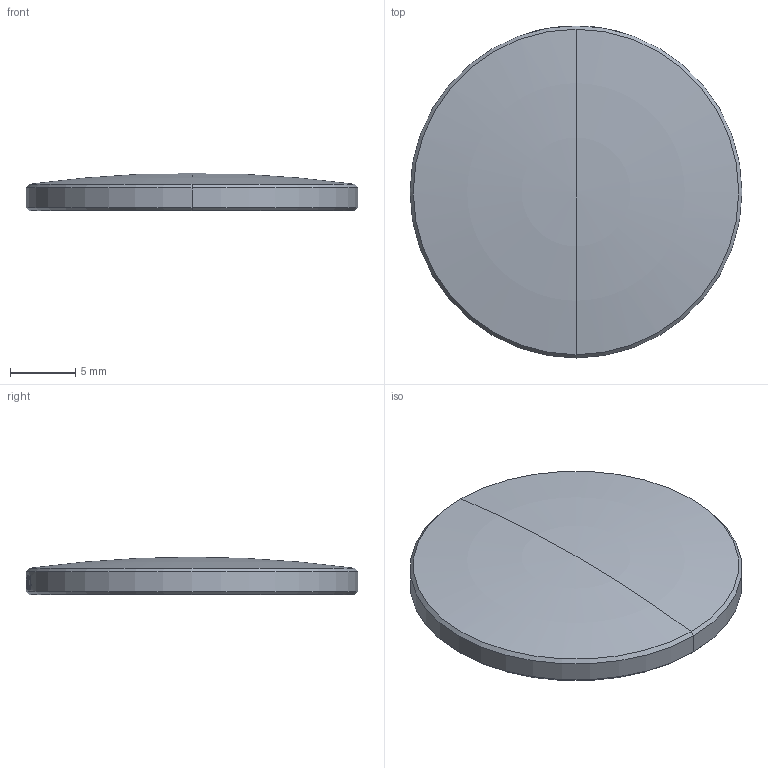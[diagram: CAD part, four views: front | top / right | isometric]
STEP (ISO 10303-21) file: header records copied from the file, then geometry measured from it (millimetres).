
FILE_DESCRIPTION (( 'STEP AP214' ), '1' );
FILE_NAME ('CTN015000-999.STEP', '2020-02-26T06:48:17', ( '' ), ( '' ), 'SwSTEP 2.0', 'SolidWorks 2018', '' );
FILE_SCHEMA (( 'AUTOMOTIVE_DESIGN' ));
Length unit declared in the file: millimetre
Products named in the file (2): CTN015019; CTN015000-999
Assembly tree (1 placements, depth 2):
  CTN015000-999
    CTN015019
Bounding box: 25.4 x 25.4 x 2.88 mm (x, y, z)
Volume: 1231.9 mm3; surface area: 1153.8 mm2
Topology: 1 solids, 1 shells, 25 faces, 140 edges, 127 vertices
Faces by surface type: cylinder 18, cone 4, torus 2, plane 1
Entity records: 2335 total; most frequent: CARTESIAN_POINT 1247, ORIENTED_EDGE 276, DIRECTION 143, EDGE_CURVE 138, VERTEX_POINT 127, B_SPLINE_CURVE_WITH_KNOTS 83, AXIS2_PLACEMENT_3D 59, EDGE_LOOP 37
